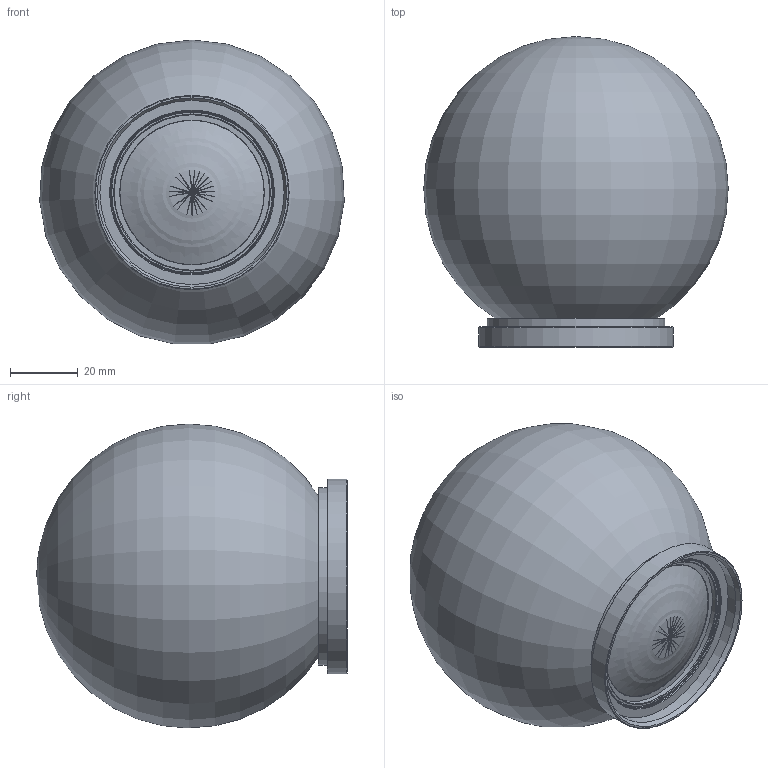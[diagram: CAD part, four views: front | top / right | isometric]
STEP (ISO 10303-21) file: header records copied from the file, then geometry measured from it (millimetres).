
FILE_DESCRIPTION(/* description */ ('Unknown'),/* implementation_level */ '2;1');
FILE_NAME(/* name */ 'V0828-MPY2_210217',/* time_stamp */ '2021-02-17T15:44:11+09:00',/* author */ ('Unknown'),/* organization */ ('Unknown'),/* preprocessor_version */ 'ST-DEVELOPER v16.7',/* originating_system */ 'DEX',/* authorisation */ $);
FILE_SCHEMA (('TECHNICAL_DATA_PACKAGING','AUTOMOTIVE_DESIGN {1 0 10303 214 3 1 1}'));
Length unit declared in the file: millimetre
Products named in the file (1): Reference 3D-drawing of V0828-MPY2_8mm
Bounding box: 90.08 x 91.9 x 89.93 mm (x, y, z)
Volume: 314377.2 mm3; surface area: 41070.2 mm2
Topology: 1 solids, 4 shells, 270 faces, 660 edges, 433 vertices
Faces by surface type: plane 158, cylinder 60, cone 48, torus 3, sphere 1
Full cylindrical faces by diameter (mm): 1.321 x3, 1.5 x1, 1.567 x5, 1.7 x5, 1.8 x3, 2 x1, 2.5 x2, 2.8 x1, 3 x5, 3.4 x1, 3.5 x3, 4.999 x2, 15.4 x1, 19.3 x1, 24.4 x1, 25.4 x1, 36.1 x1, 37.6 x2, 38.5 x1, 39 x1, 39.2 x1, 39.5 x2, 42.7 x1, 42.71 x1, 46 x1, 48.4 x1, 50 x1, 52.5 x1, 54.5 x1, 57.5 x1
Entity records: 9214 total; most frequent: CARTESIAN_POINT 1541, DIRECTION 1186, ORIENTED_EDGE 1028, EDGE_CURVE 514, AXIS2_PLACEMENT_3D 429, FACE_BOUND 411, EDGE_LOOP 410, VERTEX_POINT 387
